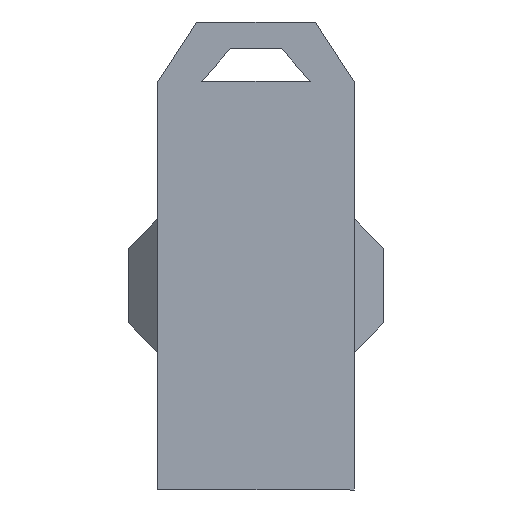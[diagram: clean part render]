
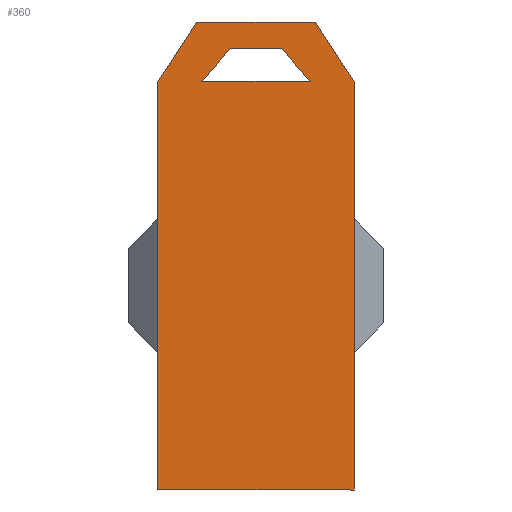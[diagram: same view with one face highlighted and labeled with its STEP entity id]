
A CAD part, front view. The second image highlights one B-rep face of the part: STEP entity #360.
In plain terms, the highlighted planar face has unit normal (0, -1, 0).
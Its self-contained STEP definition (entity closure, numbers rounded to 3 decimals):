
#22 = VECTOR ( 'NONE', #961, 1000. ) ;
#26 = EDGE_CURVE ( 'NONE', #955, #310, #532, .T. ) ;
#37 = PLANE ( 'NONE',  #303 ) ;
#47 = EDGE_CURVE ( 'NONE', #1403, #104, #599, .T. ) ;
#49 = VERTEX_POINT ( 'NONE', #1053 ) ;
#97 = CARTESIAN_POINT ( 'NONE',  ( -8.75, -13.7, 23.5 ) ) ;
#104 = VERTEX_POINT ( 'NONE', #552 ) ;
#138 = CARTESIAN_POINT ( 'NONE',  ( -11.7, -13.7, -4. ) ) ;
#148 = VECTOR ( 'NONE', #1372, 1000. ) ;
#158 = ORIENTED_EDGE ( 'NONE', *, *, #1216, .T. ) ;
#168 = FACE_BOUND ( 'NONE', #1136, .T. ) ;
#175 = DIRECTION ( 'NONE',  ( 0., 0., -1. ) ) ;
#179 = LINE ( 'NONE', #1056, #916 ) ;
#181 = CARTESIAN_POINT ( 'NONE',  ( -11.7, -13.7, -4. ) ) ;
#187 = VECTOR ( 'NONE', #458, 1000. ) ;
#198 = CARTESIAN_POINT ( 'NONE',  ( 1.5, -13.7, -4. ) ) ;
#219 = CARTESIAN_POINT ( 'NONE',  ( 1.5, -13.7, 23.5 ) ) ;
#256 = VERTEX_POINT ( 'NONE', #1027 ) ;
#269 = LINE ( 'NONE', #181, #603 ) ;
#292 = ORIENTED_EDGE ( 'NONE', *, *, #910, .T. ) ;
#293 = DIRECTION ( 'NONE',  ( 0.659, 0., 0.753 ) ) ;
#303 = AXIS2_PLACEMENT_3D ( 'NONE', #1338, #1354, #175 ) ;
#310 = VERTEX_POINT ( 'NONE', #1246 ) ;
#348 = ORIENTED_EDGE ( 'NONE', *, *, #26, .T. ) ;
#360 = ADVANCED_FACE ( 'NONE', ( #920, #168 ), #37, .F. ) ;
#370 = VECTOR ( 'NONE', #1158, 1000. ) ;
#402 = LINE ( 'NONE', #1041, #148 ) ;
#431 = LINE ( 'NONE', #1192, #987 ) ;
#458 = DIRECTION ( 'NONE',  ( -1., 0., 0. ) ) ;
#496 = EDGE_LOOP ( 'NONE', ( #756, #158, #612, #348, #1083, #948 ) ) ;
#504 = EDGE_CURVE ( 'NONE', #256, #691, #765, .T. ) ;
#532 = LINE ( 'NONE', #1288, #22 ) ;
#542 = CARTESIAN_POINT ( 'NONE',  ( -1.1, -13.7, 27.5 ) ) ;
#552 = CARTESIAN_POINT ( 'NONE',  ( -1.45, -13.7, 23.5 ) ) ;
#590 = EDGE_CURVE ( 'NONE', #1002, #955, #855, .T. ) ;
#599 = LINE ( 'NONE', #1181, #370 ) ;
#603 = VECTOR ( 'NONE', #831, 1000. ) ;
#612 = ORIENTED_EDGE ( 'NONE', *, *, #590, .T. ) ;
#631 = CARTESIAN_POINT ( 'NONE',  ( -3.373, -13.7, 25.698 ) ) ;
#633 = CARTESIAN_POINT ( 'NONE',  ( -23.007, -13.7, 7.206 ) ) ;
#649 = CARTESIAN_POINT ( 'NONE',  ( -5.1, -13.7, 27.5 ) ) ;
#691 = VERTEX_POINT ( 'NONE', #138 ) ;
#733 = LINE ( 'NONE', #198, #1164 ) ;
#756 = ORIENTED_EDGE ( 'NONE', *, *, #1389, .T. ) ;
#765 = LINE ( 'NONE', #1208, #187 ) ;
#779 = ORIENTED_EDGE ( 'NONE', *, *, #47, .T. ) ;
#790 = EDGE_CURVE ( 'NONE', #936, #49, #1146, .T. ) ;
#831 = DIRECTION ( 'NONE',  ( 0., 0., 1. ) ) ;
#841 = VECTOR ( 'NONE', #293, 1000. ) ;
#855 = LINE ( 'NONE', #649, #935 ) ;
#910 = EDGE_CURVE ( 'NONE', #49, #1403, #179, .T. ) ;
#916 = VECTOR ( 'NONE', #1258, 1000. ) ;
#920 = FACE_OUTER_BOUND ( 'NONE', #496, .T. ) ;
#935 = VECTOR ( 'NONE', #974, 1000. ) ;
#936 = VERTEX_POINT ( 'NONE', #97 ) ;
#948 = ORIENTED_EDGE ( 'NONE', *, *, #504, .F. ) ;
#955 = VERTEX_POINT ( 'NONE', #1298 ) ;
#961 = DIRECTION ( 'NONE',  ( -0.545, 0., -0.838 ) ) ;
#966 = VERTEX_POINT ( 'NONE', #219 ) ;
#974 = DIRECTION ( 'NONE',  ( -1., 0., 0. ) ) ;
#985 = DIRECTION ( 'NONE',  ( 0., 0., 1. ) ) ;
#987 = VECTOR ( 'NONE', #1392, 1000. ) ;
#1002 = VERTEX_POINT ( 'NONE', #542 ) ;
#1027 = CARTESIAN_POINT ( 'NONE',  ( 1.5, -13.7, -4. ) ) ;
#1041 = CARTESIAN_POINT ( 'NONE',  ( -1.1, -13.7, 27.5 ) ) ;
#1053 = CARTESIAN_POINT ( 'NONE',  ( -6.827, -13.7, 25.698 ) ) ;
#1056 = CARTESIAN_POINT ( 'NONE',  ( -10.2, -13.7, 25.698 ) ) ;
#1083 = ORIENTED_EDGE ( 'NONE', *, *, #1247, .F. ) ;
#1136 = EDGE_LOOP ( 'NONE', ( #779, #1214, #1342, #292 ) ) ;
#1146 = LINE ( 'NONE', #633, #841 ) ;
#1158 = DIRECTION ( 'NONE',  ( 0.659, 0., -0.753 ) ) ;
#1164 = VECTOR ( 'NONE', #985, 1000. ) ;
#1181 = CARTESIAN_POINT ( 'NONE',  ( 8.384, -13.7, 12.261 ) ) ;
#1192 = CARTESIAN_POINT ( 'NONE',  ( -10.2, -13.7, 23.5 ) ) ;
#1208 = CARTESIAN_POINT ( 'NONE',  ( -10.2, -13.7, -4. ) ) ;
#1214 = ORIENTED_EDGE ( 'NONE', *, *, #1364, .F. ) ;
#1216 = EDGE_CURVE ( 'NONE', #966, #1002, #402, .T. ) ;
#1246 = CARTESIAN_POINT ( 'NONE',  ( -11.7, -13.7, 23.5 ) ) ;
#1247 = EDGE_CURVE ( 'NONE', #691, #310, #269, .T. ) ;
#1258 = DIRECTION ( 'NONE',  ( 1., 0., 0. ) ) ;
#1288 = CARTESIAN_POINT ( 'NONE',  ( -9.1, -13.7, 27.5 ) ) ;
#1298 = CARTESIAN_POINT ( 'NONE',  ( -9.1, -13.7, 27.5 ) ) ;
#1338 = CARTESIAN_POINT ( 'NONE',  ( -10.2, -13.7, -4. ) ) ;
#1342 = ORIENTED_EDGE ( 'NONE', *, *, #790, .T. ) ;
#1354 = DIRECTION ( 'NONE',  ( 0., 1., 0. ) ) ;
#1364 = EDGE_CURVE ( 'NONE', #936, #104, #431, .T. ) ;
#1372 = DIRECTION ( 'NONE',  ( -0.545, 0., 0.838 ) ) ;
#1389 = EDGE_CURVE ( 'NONE', #256, #966, #733, .T. ) ;
#1392 = DIRECTION ( 'NONE',  ( 1., 0., 0. ) ) ;
#1403 = VERTEX_POINT ( 'NONE', #631 ) ;
